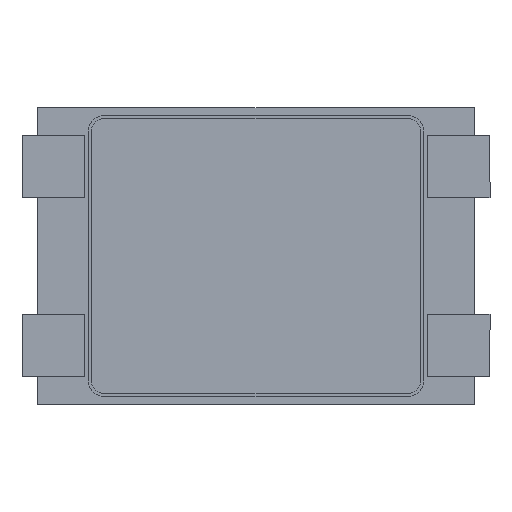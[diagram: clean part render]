
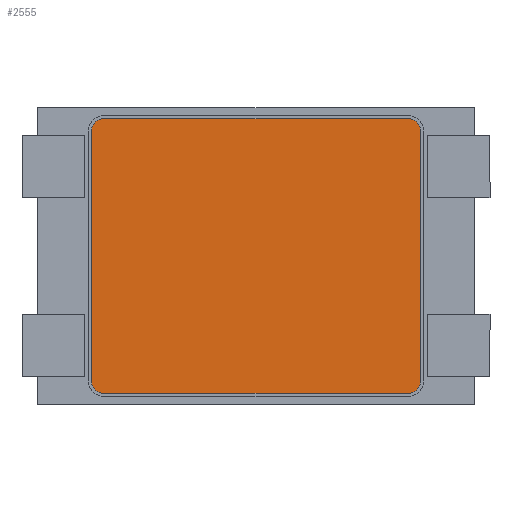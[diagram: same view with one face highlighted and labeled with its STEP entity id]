
A CAD part, front view. The second image highlights one B-rep face of the part: STEP entity #2555.
In plain terms, the highlighted planar face has unit normal (0, -1, 0).
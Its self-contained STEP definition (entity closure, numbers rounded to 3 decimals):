
#254 = AXIS2_PLACEMENT_3D ( 'NONE', #450, #1710, #1406 ) ;
#258 = VERTEX_POINT ( 'NONE', #2972 ) ;
#362 = CARTESIAN_POINT ( 'NONE',  ( -1.055, 0., 0.8 ) ) ;
#450 = CARTESIAN_POINT ( 'NONE',  ( -0.975, 0., 0.8 ) ) ;
#669 = VERTEX_POINT ( 'NONE', #2570 ) ;
#720 = CARTESIAN_POINT ( 'NONE',  ( -0.975, 0., -0.88 ) ) ;
#808 = VECTOR ( 'NONE', #2287, 1000. ) ;
#809 = DIRECTION ( 'NONE',  ( 0., 0., -1. ) ) ;
#888 = DIRECTION ( 'NONE',  ( 1., 0., 0. ) ) ;
#962 = ORIENTED_EDGE ( 'NONE', *, *, #1428, .T. ) ;
#996 = VERTEX_POINT ( 'NONE', #3340 ) ;
#1026 = ORIENTED_EDGE ( 'NONE', *, *, #2474, .T. ) ;
#1034 = CARTESIAN_POINT ( 'NONE',  ( 0., 0., 0. ) ) ;
#1051 = PLANE ( 'NONE',  #2613 ) ;
#1163 = DIRECTION ( 'NONE',  ( 0., 0., -1. ) ) ;
#1226 = CARTESIAN_POINT ( 'NONE',  ( -0.975, 0., 0.88 ) ) ;
#1330 = ORIENTED_EDGE ( 'NONE', *, *, #2656, .T. ) ;
#1406 = DIRECTION ( 'NONE',  ( 0., 0., -1. ) ) ;
#1428 = EDGE_CURVE ( 'NONE', #1887, #3598, #2362, .T. ) ;
#1557 = ORIENTED_EDGE ( 'NONE', *, *, #1892, .T. ) ;
#1622 = DIRECTION ( 'NONE',  ( 0., -1., 0. ) ) ;
#1710 = DIRECTION ( 'NONE',  ( 0., -1., 0. ) ) ;
#1776 = ORIENTED_EDGE ( 'NONE', *, *, #2097, .T. ) ;
#1790 = VERTEX_POINT ( 'NONE', #3536 ) ;
#1887 = VERTEX_POINT ( 'NONE', #3455 ) ;
#1892 = EDGE_CURVE ( 'NONE', #3598, #669, #3769, .T. ) ;
#2036 = DIRECTION ( 'NONE',  ( 0., 0., 1. ) ) ;
#2060 = CIRCLE ( 'NONE', #254, 0.08 ) ;
#2097 = EDGE_CURVE ( 'NONE', #258, #996, #2612, .T. ) ;
#2266 = DIRECTION ( 'NONE',  ( 0., 0., 1. ) ) ;
#2287 = DIRECTION ( 'NONE',  ( -1., 0., 0. ) ) ;
#2362 = CIRCLE ( 'NONE', #2432, 0.08 ) ;
#2423 = CARTESIAN_POINT ( 'NONE',  ( 0.975, 0., -0.8 ) ) ;
#2432 = AXIS2_PLACEMENT_3D ( 'NONE', #2759, #2697, #3940 ) ;
#2474 = EDGE_CURVE ( 'NONE', #669, #258, #2609, .T. ) ;
#2555 = ADVANCED_FACE ( 'NONE', ( #3274 ), #1051, .F. ) ;
#2570 = CARTESIAN_POINT ( 'NONE',  ( 0.975, 0., -0.88 ) ) ;
#2606 = VECTOR ( 'NONE', #888, 1000. ) ;
#2609 = CIRCLE ( 'NONE', #2823, 0.08 ) ;
#2612 = LINE ( 'NONE', #3887, #4012 ) ;
#2613 = AXIS2_PLACEMENT_3D ( 'NONE', #1034, #3585, #2036 ) ;
#2656 = EDGE_CURVE ( 'NONE', #3567, #1887, #3733, .T. ) ;
#2697 = DIRECTION ( 'NONE',  ( 0., -1., 0. ) ) ;
#2759 = CARTESIAN_POINT ( 'NONE',  ( -0.975, 0., -0.8 ) ) ;
#2775 = AXIS2_PLACEMENT_3D ( 'NONE', #3531, #1622, #4160 ) ;
#2800 = CARTESIAN_POINT ( 'NONE',  ( -1.055, 0., 0.8 ) ) ;
#2823 = AXIS2_PLACEMENT_3D ( 'NONE', #2423, #3692, #809 ) ;
#2852 = ORIENTED_EDGE ( 'NONE', *, *, #2953, .T. ) ;
#2953 = EDGE_CURVE ( 'NONE', #3853, #3567, #2060, .T. ) ;
#2972 = CARTESIAN_POINT ( 'NONE',  ( 1.055, 0., -0.8 ) ) ;
#3175 = LINE ( 'NONE', #1226, #808 ) ;
#3274 = FACE_OUTER_BOUND ( 'NONE', #3507, .T. ) ;
#3340 = CARTESIAN_POINT ( 'NONE',  ( 1.055, 0., 0.8 ) ) ;
#3380 = ORIENTED_EDGE ( 'NONE', *, *, #3471, .T. ) ;
#3393 = CARTESIAN_POINT ( 'NONE',  ( -0.975, 0., -0.88 ) ) ;
#3455 = CARTESIAN_POINT ( 'NONE',  ( -1.055, 0., -0.8 ) ) ;
#3471 = EDGE_CURVE ( 'NONE', #1790, #3853, #3175, .T. ) ;
#3507 = EDGE_LOOP ( 'NONE', ( #3380, #2852, #1330, #962, #1557, #1026, #1776, #4021 ) ) ;
#3531 = CARTESIAN_POINT ( 'NONE',  ( 0.975, 0., 0.8 ) ) ;
#3536 = CARTESIAN_POINT ( 'NONE',  ( 0.975, 0., 0.88 ) ) ;
#3567 = VERTEX_POINT ( 'NONE', #362 ) ;
#3585 = DIRECTION ( 'NONE',  ( 0., 1., 0. ) ) ;
#3598 = VERTEX_POINT ( 'NONE', #720 ) ;
#3630 = CIRCLE ( 'NONE', #2775, 0.08 ) ;
#3692 = DIRECTION ( 'NONE',  ( 0., -1., 0. ) ) ;
#3733 = LINE ( 'NONE', #2800, #4019 ) ;
#3769 = LINE ( 'NONE', #3393, #2606 ) ;
#3853 = VERTEX_POINT ( 'NONE', #3875 ) ;
#3875 = CARTESIAN_POINT ( 'NONE',  ( -0.975, 0., 0.88 ) ) ;
#3887 = CARTESIAN_POINT ( 'NONE',  ( 1.055, 0., 0.8 ) ) ;
#3940 = DIRECTION ( 'NONE',  ( 0., 0., -1. ) ) ;
#4012 = VECTOR ( 'NONE', #2266, 1000. ) ;
#4019 = VECTOR ( 'NONE', #1163, 1000. ) ;
#4021 = ORIENTED_EDGE ( 'NONE', *, *, #4030, .T. ) ;
#4030 = EDGE_CURVE ( 'NONE', #996, #1790, #3630, .T. ) ;
#4160 = DIRECTION ( 'NONE',  ( 0., 0., 1. ) ) ;
